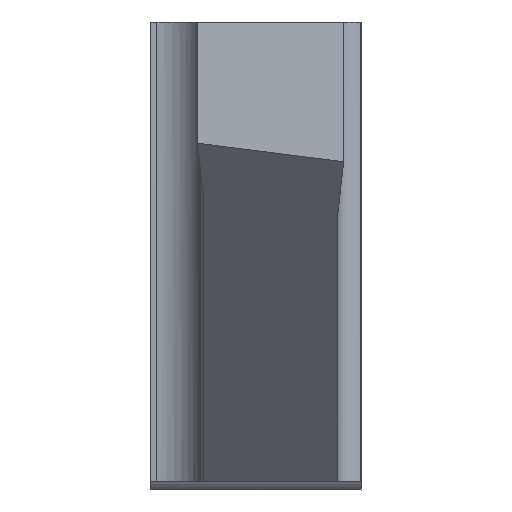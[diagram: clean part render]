
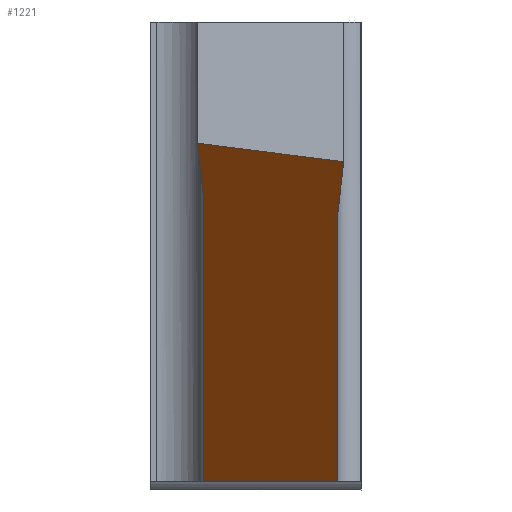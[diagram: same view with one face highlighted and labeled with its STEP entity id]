
A CAD part, front view. The second image highlights one B-rep face of the part: STEP entity #1221.
In plain terms, the highlighted planar face has unit normal (0, -0.427, -0.904).
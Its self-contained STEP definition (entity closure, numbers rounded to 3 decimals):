
#622=CARTESIAN_POINT('',(0.906,12.223,-7.85));
#623=VERTEX_POINT('',#622);
#634=CARTESIAN_POINT('',(3.194,12.223,-7.85));
#635=DIRECTION('',(-1.,0.,0.));
#636=VECTOR('',#635,2.287);
#637=LINE('',#634,#636);
#638=CARTESIAN_POINT('',(3.194,12.223,-7.85));
#639=VERTEX_POINT('',#638);
#640=EDGE_CURVE('',#639,#623,#637,.T.);
#867=CARTESIAN_POINT('',(3.194,12.223,-7.85));
#868=DIRECTION('',(0.,-0.904,0.427));
#869=VECTOR('',#868,10.598);
#870=LINE('',#867,#869);
#871=CARTESIAN_POINT('',(3.194,2.641,-3.321));
#872=VERTEX_POINT('',#871);
#873=EDGE_CURVE('',#639,#872,#870,.T.);
#956=CARTESIAN_POINT('',(3.194,2.641,-3.321));
#957=DIRECTION('',(0.049,-0.903,0.427));
#958=VECTOR('',#957,2.183);
#959=LINE('',#956,#958);
#960=CARTESIAN_POINT('',(3.3,0.67,-2.389));
#961=VERTEX_POINT('',#960);
#962=EDGE_CURVE('',#872,#961,#959,.T.);
#1027=CARTESIAN_POINT('',(3.3,0.67,-2.389));
#1028=DIRECTION('',(-0.959,-0.257,0.121));
#1029=VECTOR('',#1028,2.607);
#1030=LINE('',#1027,#1029);
#1031=CARTESIAN_POINT('',(0.8,0.,-2.072));
#1032=VERTEX_POINT('',#1031);
#1033=EDGE_CURVE('',#961,#1032,#1030,.T.);
#1098=CARTESIAN_POINT('',(0.8,0.,-2.072));
#1099=DIRECTION('',(0.047,0.903,-0.427));
#1100=VECTOR('',#1099,2.246);
#1101=LINE('',#1098,#1100);
#1102=CARTESIAN_POINT('',(0.906,2.028,-3.031));
#1103=VERTEX_POINT('',#1102);
#1104=EDGE_CURVE('',#1032,#1103,#1101,.T.);
#1155=CARTESIAN_POINT('',(2.6,5.638,-4.737));
#1156=DIRECTION('',(0.,0.427,0.904));
#1157=DIRECTION('',(0.,-0.386,0.183));
#1158=AXIS2_PLACEMENT_3D('',#1155,#1156,#1157);
#1159=PLANE('',#1158);
#1160=CARTESIAN_POINT('',(0.906,2.028,-3.031));
#1161=DIRECTION('',(0.,0.904,-0.427));
#1162=VECTOR('',#1161,11.276);
#1163=LINE('',#1160,#1162);
#1164=EDGE_CURVE('',#1103,#623,#1163,.T.);
#1165=ORIENTED_EDGE('Edge 1267',*,*,#1164,.T.);
#1174=ORIENTED_EDGE('Edge 201',*,*,#1104,.T.);
#1183=ORIENTED_EDGE('Edge 206',*,*,#1033,.T.);
#1192=ORIENTED_EDGE('Edge 211',*,*,#962,.T.);
#1201=ORIENTED_EDGE('Edge 1229',*,*,#873,.T.);
#1210=ORIENTED_EDGE('Edge 221',*,*,#640,.F.);
#1219=EDGE_LOOP('',(#1210,#1201,#1192,#1183,#1174,#1165));
#1220=FACE_OUTER_BOUND('Loop 222',#1219,.T.);
#1221=ADVANCED_FACE('Face 223',(#1220),#1159,.F.);
